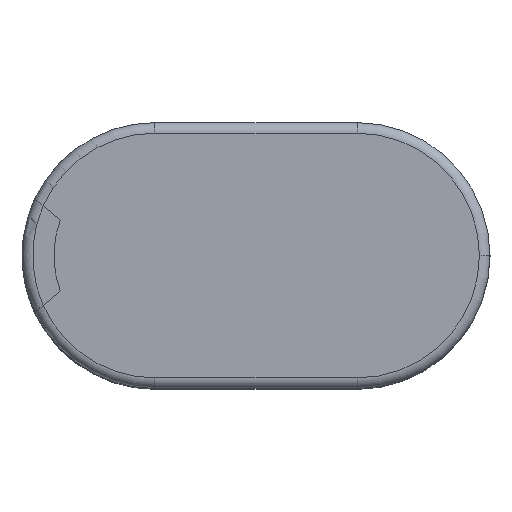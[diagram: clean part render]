
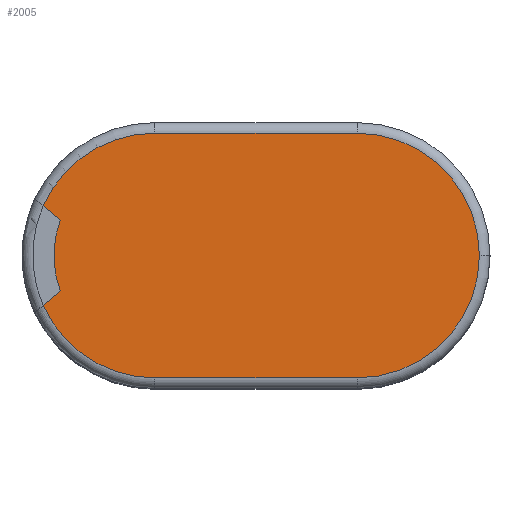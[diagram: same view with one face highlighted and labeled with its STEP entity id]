
A CAD part, top view. The second image highlights one B-rep face of the part: STEP entity #2005.
In plain terms, the highlighted planar face has unit normal (0, 0, 1).
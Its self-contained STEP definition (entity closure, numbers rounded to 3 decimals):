
#19 = DIRECTION ( 'NONE',  ( -0.766, 0.643, 0. ) ) ;
#137 = DIRECTION ( 'NONE',  ( 0., 0., 1. ) ) ;
#162 = CARTESIAN_POINT ( 'NONE',  ( -4.75, 0., 23.5 ) ) ;
#177 = CARTESIAN_POINT ( 'NONE',  ( -9.2, -1.66, 23.5 ) ) ;
#189 = EDGE_LOOP ( 'NONE', ( #2747, #2492, #857, #1671, #523, #767, #2325, #1388, #3168 ) ) ;
#234 = DIRECTION ( 'NONE',  ( 1., 0., 0. ) ) ;
#257 = EDGE_CURVE ( 'NONE', #2812, #894, #2787, .T. ) ;
#270 = CARTESIAN_POINT ( 'NONE',  ( -10.005, 2.335, 23.5 ) ) ;
#279 = VECTOR ( 'NONE', #1819, 1000. ) ;
#358 = VERTEX_POINT ( 'NONE', #860 ) ;
#417 = CARTESIAN_POINT ( 'NONE',  ( -10.005, -2.335, 23.5 ) ) ;
#523 = ORIENTED_EDGE ( 'NONE', *, *, #1919, .T. ) ;
#636 = CARTESIAN_POINT ( 'NONE',  ( -4.75, 5.75, 23.5 ) ) ;
#767 = ORIENTED_EDGE ( 'NONE', *, *, #1045, .T. ) ;
#770 = DIRECTION ( 'NONE',  ( 0.766, 0.643, 0. ) ) ;
#801 = VECTOR ( 'NONE', #1810, 1000. ) ;
#814 = AXIS2_PLACEMENT_3D ( 'NONE', #162, #2201, #2409 ) ;
#849 = CIRCLE ( 'NONE', #1621, 5.75 ) ;
#857 = ORIENTED_EDGE ( 'NONE', *, *, #1765, .F. ) ;
#860 = CARTESIAN_POINT ( 'NONE',  ( 10.5, 0., 23.5 ) ) ;
#867 = CARTESIAN_POINT ( 'NONE',  ( -4.75, 5.75, 23.5 ) ) ;
#894 = VERTEX_POINT ( 'NONE', #270 ) ;
#943 = CARTESIAN_POINT ( 'NONE',  ( -4.75, 0., 23.5 ) ) ;
#971 = AXIS2_PLACEMENT_3D ( 'NONE', #2831, #2621, #1563 ) ;
#974 = CIRCLE ( 'NONE', #971, 5.75 ) ;
#1045 = EDGE_CURVE ( 'NONE', #1432, #358, #849, .T. ) ;
#1057 = CARTESIAN_POINT ( 'NONE',  ( -9.2, 1.66, 23.5 ) ) ;
#1157 = EDGE_CURVE ( 'NONE', #1447, #2151, #2985, .T. ) ;
#1273 = EDGE_CURVE ( 'NONE', #1520, #894, #2096, .T. ) ;
#1340 = LINE ( 'NONE', #867, #801 ) ;
#1388 = ORIENTED_EDGE ( 'NONE', *, *, #1605, .T. ) ;
#1417 = CARTESIAN_POINT ( 'NONE',  ( -4.75, -5.75, 23.5 ) ) ;
#1432 = VERTEX_POINT ( 'NONE', #3140 ) ;
#1447 = VERTEX_POINT ( 'NONE', #417 ) ;
#1471 = DIRECTION ( 'NONE',  ( 0., 0., 1. ) ) ;
#1520 = VERTEX_POINT ( 'NONE', #636 ) ;
#1561 = DIRECTION ( 'NONE',  ( 0., 0., 1. ) ) ;
#1563 = DIRECTION ( 'NONE',  ( 1., 0., 0. ) ) ;
#1605 = EDGE_CURVE ( 'NONE', #2211, #1520, #1340, .T. ) ;
#1621 = AXIS2_PLACEMENT_3D ( 'NONE', #3151, #1561, #2554 ) ;
#1658 = DIRECTION ( 'NONE',  ( 1., 0., 0. ) ) ;
#1671 = ORIENTED_EDGE ( 'NONE', *, *, #1157, .T. ) ;
#1691 = DIRECTION ( 'NONE',  ( 1., 0., 0. ) ) ;
#1718 = CARTESIAN_POINT ( 'NONE',  ( -4.75, 0., 23.5 ) ) ;
#1765 = EDGE_CURVE ( 'NONE', #1447, #2608, #2780, .T. ) ;
#1810 = DIRECTION ( 'NONE',  ( -1., 0., 0. ) ) ;
#1819 = DIRECTION ( 'NONE',  ( 1., 0., 0. ) ) ;
#1919 = EDGE_CURVE ( 'NONE', #2151, #1432, #3125, .T. ) ;
#1936 = DIRECTION ( 'NONE',  ( 0., 0., 1. ) ) ;
#2005 = ADVANCED_FACE ( 'NONE', ( #2969 ), #2673, .T. ) ;
#2015 = EDGE_CURVE ( 'NONE', #2608, #2812, #2219, .T. ) ;
#2016 = CARTESIAN_POINT ( 'NONE',  ( 4.75, 5.75, 23.5 ) ) ;
#2096 = CIRCLE ( 'NONE', #2205, 5.75 ) ;
#2151 = VERTEX_POINT ( 'NONE', #1417 ) ;
#2168 = CARTESIAN_POINT ( 'NONE',  ( -4.75, 0., 23.5 ) ) ;
#2201 = DIRECTION ( 'NONE',  ( 0., 0., -1. ) ) ;
#2205 = AXIS2_PLACEMENT_3D ( 'NONE', #1718, #1471, #234 ) ;
#2211 = VERTEX_POINT ( 'NONE', #2016 ) ;
#2219 = CIRCLE ( 'NONE', #814, 4.75 ) ;
#2325 = ORIENTED_EDGE ( 'NONE', *, *, #3173, .T. ) ;
#2408 = AXIS2_PLACEMENT_3D ( 'NONE', #2168, #137, #1658 ) ;
#2409 = DIRECTION ( 'NONE',  ( 1., 0., 0. ) ) ;
#2464 = VECTOR ( 'NONE', #770, 1000. ) ;
#2466 = CARTESIAN_POINT ( 'NONE',  ( -5.771, -1.217, 23.5 ) ) ;
#2492 = ORIENTED_EDGE ( 'NONE', *, *, #2015, .F. ) ;
#2554 = DIRECTION ( 'NONE',  ( 1., 0., 0. ) ) ;
#2608 = VERTEX_POINT ( 'NONE', #177 ) ;
#2621 = DIRECTION ( 'NONE',  ( 0., 0., 1. ) ) ;
#2673 = PLANE ( 'NONE',  #3211 ) ;
#2747 = ORIENTED_EDGE ( 'NONE', *, *, #257, .F. ) ;
#2780 = LINE ( 'NONE', #3034, #2464 ) ;
#2787 = LINE ( 'NONE', #2466, #3181 ) ;
#2812 = VERTEX_POINT ( 'NONE', #1057 ) ;
#2831 = CARTESIAN_POINT ( 'NONE',  ( 4.75, 0., 23.5 ) ) ;
#2843 = CARTESIAN_POINT ( 'NONE',  ( 4.75, -5.75, 23.5 ) ) ;
#2969 = FACE_OUTER_BOUND ( 'NONE', #189, .T. ) ;
#2985 = CIRCLE ( 'NONE', #2408, 5.75 ) ;
#3034 = CARTESIAN_POINT ( 'NONE',  ( -5.771, 1.217, 23.5 ) ) ;
#3125 = LINE ( 'NONE', #2843, #279 ) ;
#3140 = CARTESIAN_POINT ( 'NONE',  ( 4.75, -5.75, 23.5 ) ) ;
#3151 = CARTESIAN_POINT ( 'NONE',  ( 4.75, 0., 23.5 ) ) ;
#3168 = ORIENTED_EDGE ( 'NONE', *, *, #1273, .T. ) ;
#3173 = EDGE_CURVE ( 'NONE', #358, #2211, #974, .T. ) ;
#3181 = VECTOR ( 'NONE', #19, 1000. ) ;
#3211 = AXIS2_PLACEMENT_3D ( 'NONE', #943, #1936, #1691 ) ;
